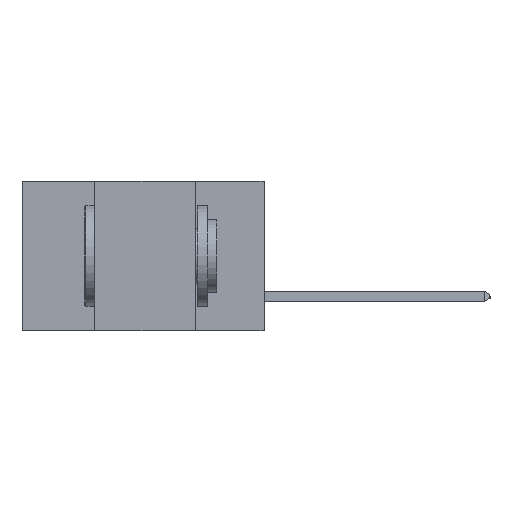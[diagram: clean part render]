
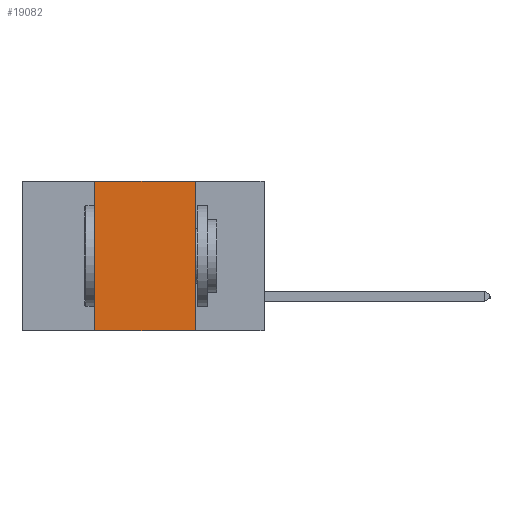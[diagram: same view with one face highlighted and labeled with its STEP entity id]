
A CAD part, left-side view. The second image highlights one B-rep face of the part: STEP entity #19082.
In plain terms, the highlighted planar face has unit normal (-1, 0, 0).
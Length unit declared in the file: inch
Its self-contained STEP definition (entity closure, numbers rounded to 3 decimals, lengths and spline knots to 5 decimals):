
#1254 = LINE ( 'NONE', #8703, #6005 ) ;
#1708 = EDGE_CURVE ( 'NONE', #8430, #26247, #12181, .T. ) ;
#2566 = VECTOR ( 'NONE', #9965, 39.37008 ) ;
#3327 = DIRECTION ( 'NONE',  ( 1., 0., 0. ) ) ;
#4240 = ORIENTED_EDGE ( 'NONE', *, *, #23256, .F. ) ;
#6005 = VECTOR ( 'NONE', #21905, 39.37008 ) ;
#6966 = AXIS2_PLACEMENT_3D ( 'NONE', #27758, #3327, #19047 ) ;
#8430 = VERTEX_POINT ( 'NONE', #18191 ) ;
#8668 = LINE ( 'NONE', #12096, #2566 ) ;
#8703 = CARTESIAN_POINT ( 'NONE',  ( 0., 0.17, 0. ) ) ;
#9842 = DIRECTION ( 'NONE',  ( 0., -1., 0. ) ) ;
#9965 = DIRECTION ( 'NONE',  ( 0., 0., 1. ) ) ;
#10965 = CARTESIAN_POINT ( 'NONE',  ( 0., 0.17, -0.37 ) ) ;
#12096 = CARTESIAN_POINT ( 'NONE',  ( 0., 0.42, 0. ) ) ;
#12181 = LINE ( 'NONE', #27885, #28374 ) ;
#12421 = LINE ( 'NONE', #16544, #16943 ) ;
#13143 = CARTESIAN_POINT ( 'NONE',  ( 0., 0.17, 0. ) ) ;
#14039 = EDGE_LOOP ( 'NONE', ( #28119, #27033, #4240, #28416 ) ) ;
#14191 = VERTEX_POINT ( 'NONE', #24233 ) ;
#16544 = CARTESIAN_POINT ( 'NONE',  ( 0., 0.6, 0. ) ) ;
#16943 = VECTOR ( 'NONE', #9842, 39.37008 ) ;
#18191 = CARTESIAN_POINT ( 'NONE',  ( 0., 0.42, -0.37 ) ) ;
#19047 = DIRECTION ( 'NONE',  ( 0., 0., -1. ) ) ;
#19082 = ADVANCED_FACE ( 'NONE', ( #26765 ), #23359, .F. ) ;
#20216 = EDGE_CURVE ( 'NONE', #27533, #26247, #1254, .T. ) ;
#21905 = DIRECTION ( 'NONE',  ( 0., 0., -1. ) ) ;
#22711 = DIRECTION ( 'NONE',  ( 0., -1., 0. ) ) ;
#23256 = EDGE_CURVE ( 'NONE', #8430, #14191, #8668, .T. ) ;
#23359 = PLANE ( 'NONE',  #6966 ) ;
#24233 = CARTESIAN_POINT ( 'NONE',  ( 0., 0.42, 0. ) ) ;
#25728 = EDGE_CURVE ( 'NONE', #14191, #27533, #12421, .T. ) ;
#26247 = VERTEX_POINT ( 'NONE', #10965 ) ;
#26765 = FACE_OUTER_BOUND ( 'NONE', #14039, .T. ) ;
#27033 = ORIENTED_EDGE ( 'NONE', *, *, #25728, .F. ) ;
#27533 = VERTEX_POINT ( 'NONE', #13143 ) ;
#27758 = CARTESIAN_POINT ( 'NONE',  ( 0., 0.6, 0. ) ) ;
#27885 = CARTESIAN_POINT ( 'NONE',  ( 0., 0.6, -0.37 ) ) ;
#28119 = ORIENTED_EDGE ( 'NONE', *, *, #20216, .F. ) ;
#28374 = VECTOR ( 'NONE', #22711, 39.37008 ) ;
#28416 = ORIENTED_EDGE ( 'NONE', *, *, #1708, .T. ) ;
